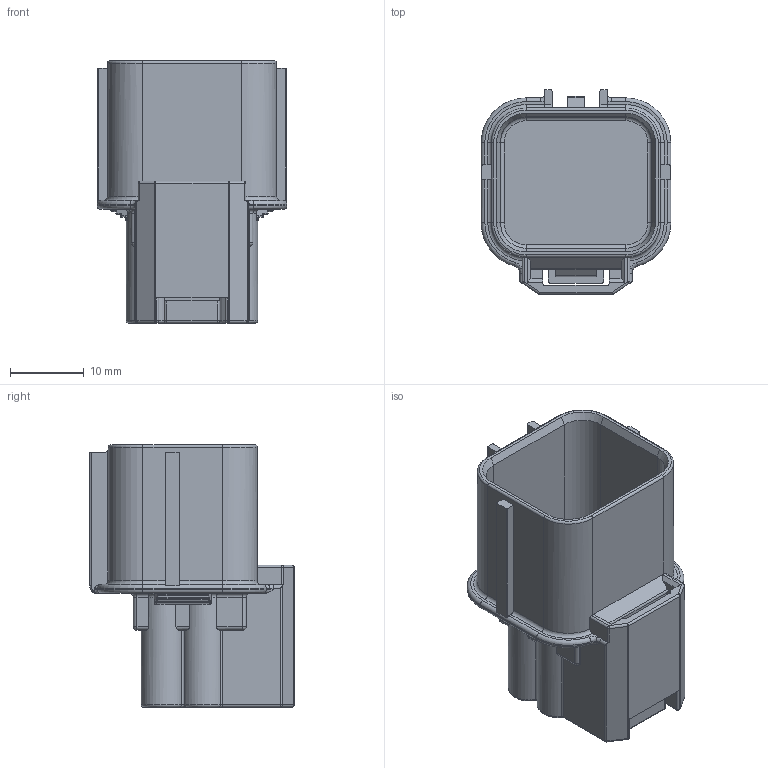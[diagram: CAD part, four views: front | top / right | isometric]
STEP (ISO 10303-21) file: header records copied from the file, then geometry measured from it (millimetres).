
FILE_DESCRIPTION(/* description */ (''),/* implementation_level */ '2;1');
FILE_NAME(/* name */ 'HW-6P.stp',/* time_stamp */ '2024-03-29T03:52:17-05:00',/* author */ (''),/* organization */ ('Corsa Technic, LLC'),/* preprocessor_version */ 'ST-DEVELOPER v20',/* originating_system */ 'Autodesk Translation Framework v12.20.1.177',/* authorisation */ '3D design STEP models are provided for reference only. STEP models DO NOT provide accurate tolerance information and the model may not be constructed to the nominal nor the manufacturing-optimized version of the design. User assumes all risks from use of these models. Corsa Technic, LLC makes no representation or warranty (expressed or implied) with respect to the STEP models, including but not limited to the accuracy or completeness of product dimensions or any other technical specifications contained in or accompanying the STEP models, non-infringement of third party rights, and quality, suitability, fitness for purpose or title.');
FILE_SCHEMA (('AUTOMOTIVE_DESIGN { 1 0 10303 214 3 1 1 }'));
Length unit declared in the file: millimetre
Products named in the file (1): HW-6P
Bounding box: 25.7 x 27.7 x 35.5 mm (x, y, z)
Volume: 5751.7 mm3; surface area: 7419.6 mm2
Topology: 1 solids, 1 shells, 474 faces, 1154 edges, 678 vertices
Faces by surface type: cylinder 205, plane 140, torus 73, sphere 32, bspline 14, cone 10
Full cylindrical faces by diameter (mm): 2.3 x2, 4.4 x6
Entity records: 14572 total; most frequent: CARTESIAN_POINT 3361, DIRECTION 2483, ORIENTED_EDGE 2284, EDGE_CURVE 1142, AXIS2_PLACEMENT_3D 958, VERTEX_POINT 678, LINE 567, VECTOR 567
